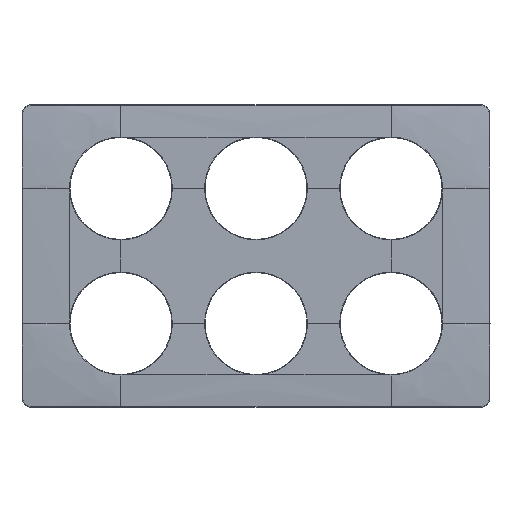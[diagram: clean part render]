
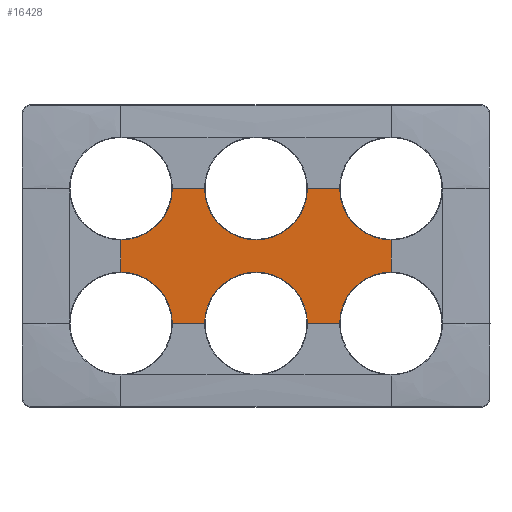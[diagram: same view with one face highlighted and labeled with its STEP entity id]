
A CAD part, top view. The second image highlights one B-rep face of the part: STEP entity #16428.
In plain terms, the highlighted planar face has unit normal (0, 0, -1).
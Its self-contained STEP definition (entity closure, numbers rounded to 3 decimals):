
#16276=AXIS2_PLACEMENT_3D('Plane Axis2P3D',#16273,#16274,#16275) ;
#16350=AXIS2_PLACEMENT_3D('Circle Axis2P3D',#16348,#16349,$) ;
#16366=AXIS2_PLACEMENT_3D('Circle Axis2P3D',#16364,#16365,$) ;
#16380=AXIS2_PLACEMENT_3D('Circle Axis2P3D',#16378,#16379,$) ;
#16385=AXIS2_PLACEMENT_3D('Circle Axis2P3D',#16383,#16384,$) ;
#16390=AXIS2_PLACEMENT_3D('Circle Axis2P3D',#16388,#16389,$) ;
#16404=AXIS2_PLACEMENT_3D('Circle Axis2P3D',#16402,#16403,$) ;
#16273=CARTESIAN_POINT('Axis2P3D Location',(142.,71.,8.7)) ;
#16282=CARTESIAN_POINT('Vertex',(98.046,0.,8.7)) ;
#16287=CARTESIAN_POINT('Line Origine',(106.5,0.,8.7)) ;
#16291=CARTESIAN_POINT('Vertex',(114.954,0.,8.7)) ;
#16319=CARTESIAN_POINT('Vertex',(43.954,0.,8.7)) ;
#16333=CARTESIAN_POINT('Vertex',(27.046,0.,8.7)) ;
#16336=CARTESIAN_POINT('Line Origine',(35.5,0.,8.7)) ;
#16348=CARTESIAN_POINT('Axis2P3D Location',(71.,71.,8.7)) ;
#16352=CARTESIAN_POINT('Vertex',(98.046,71.,8.7)) ;
#16354=CARTESIAN_POINT('Vertex',(43.954,71.,8.7)) ;
#16357=CARTESIAN_POINT('Line Origine',(106.5,71.,8.7)) ;
#16361=CARTESIAN_POINT('Vertex',(114.954,71.,8.7)) ;
#16364=CARTESIAN_POINT('Axis2P3D Location',(142.,71.,8.7)) ;
#16368=CARTESIAN_POINT('Vertex',(142.,43.954,8.7)) ;
#16371=CARTESIAN_POINT('Line Origine',(142.,35.5,8.7)) ;
#16375=CARTESIAN_POINT('Vertex',(142.,27.046,8.7)) ;
#16378=CARTESIAN_POINT('Axis2P3D Location',(142.,0.,8.7)) ;
#16383=CARTESIAN_POINT('Axis2P3D Location',(71.,0.,8.7)) ;
#16388=CARTESIAN_POINT('Axis2P3D Location',(0.,0.,8.7)) ;
#16392=CARTESIAN_POINT('Vertex',(0.,27.046,8.7)) ;
#16395=CARTESIAN_POINT('Line Origine',(0.,35.5,8.7)) ;
#16399=CARTESIAN_POINT('Vertex',(0.,43.954,8.7)) ;
#16402=CARTESIAN_POINT('Axis2P3D Location',(0.,71.,8.7)) ;
#16406=CARTESIAN_POINT('Vertex',(27.046,71.,8.7)) ;
#16409=CARTESIAN_POINT('Line Origine',(35.5,71.,8.7)) ;
#16274=DIRECTION('Axis2P3D Direction',(0.,-0.,1.)) ;
#16275=DIRECTION('Axis2P3D XDirection',(0.,1.,0.)) ;
#16288=DIRECTION('Vector Direction',(-1.,0.,0.)) ;
#16337=DIRECTION('Vector Direction',(-1.,0.,0.)) ;
#16349=DIRECTION('Axis2P3D Direction',(0.,-0.,1.)) ;
#16358=DIRECTION('Vector Direction',(-1.,0.,0.)) ;
#16365=DIRECTION('Axis2P3D Direction',(0.,-0.,1.)) ;
#16372=DIRECTION('Vector Direction',(0.,1.,0.)) ;
#16379=DIRECTION('Axis2P3D Direction',(0.,-0.,1.)) ;
#16384=DIRECTION('Axis2P3D Direction',(0.,-0.,1.)) ;
#16389=DIRECTION('Axis2P3D Direction',(0.,-0.,1.)) ;
#16396=DIRECTION('Vector Direction',(0.,1.,0.)) ;
#16403=DIRECTION('Axis2P3D Direction',(0.,-0.,1.)) ;
#16410=DIRECTION('Vector Direction',(-1.,0.,0.)) ;
#16289=VECTOR('Line Direction',#16288,1.) ;
#16338=VECTOR('Line Direction',#16337,1.) ;
#16359=VECTOR('Line Direction',#16358,1.) ;
#16373=VECTOR('Line Direction',#16372,1.) ;
#16397=VECTOR('Line Direction',#16396,1.) ;
#16411=VECTOR('Line Direction',#16410,1.) ;
#16415=ORIENTED_EDGE('',*,*,#16356,.F.) ;
#16416=ORIENTED_EDGE('',*,*,#16363,.F.) ;
#16417=ORIENTED_EDGE('',*,*,#16370,.F.) ;
#16418=ORIENTED_EDGE('',*,*,#16377,.F.) ;
#16419=ORIENTED_EDGE('',*,*,#16382,.F.) ;
#16420=ORIENTED_EDGE('',*,*,#16293,.T.) ;
#16421=ORIENTED_EDGE('',*,*,#16387,.F.) ;
#16422=ORIENTED_EDGE('',*,*,#16340,.T.) ;
#16423=ORIENTED_EDGE('',*,*,#16394,.F.) ;
#16424=ORIENTED_EDGE('',*,*,#16401,.T.) ;
#16425=ORIENTED_EDGE('',*,*,#16408,.F.) ;
#16426=ORIENTED_EDGE('',*,*,#16413,.F.) ;
#16428=ADVANCED_FACE('Extraction.151',(#16427),#16277,.F.) ;
#16351=CIRCLE('generated circle',#16350,27.046) ;
#16367=CIRCLE('generated circle',#16366,27.046) ;
#16381=CIRCLE('generated circle',#16380,27.046) ;
#16386=CIRCLE('generated circle',#16385,27.046) ;
#16391=CIRCLE('generated circle',#16390,27.046) ;
#16405=CIRCLE('generated circle',#16404,27.046) ;
#16293=EDGE_CURVE('',#16292,#16283,#16290,.T.) ;
#16340=EDGE_CURVE('',#16320,#16334,#16339,.T.) ;
#16356=EDGE_CURVE('',#16353,#16355,#16351,.F.) ;
#16363=EDGE_CURVE('',#16362,#16353,#16360,.T.) ;
#16370=EDGE_CURVE('',#16369,#16362,#16367,.F.) ;
#16377=EDGE_CURVE('',#16376,#16369,#16374,.T.) ;
#16382=EDGE_CURVE('',#16292,#16376,#16381,.F.) ;
#16387=EDGE_CURVE('',#16320,#16283,#16386,.F.) ;
#16394=EDGE_CURVE('',#16393,#16334,#16391,.F.) ;
#16401=EDGE_CURVE('',#16393,#16400,#16398,.T.) ;
#16408=EDGE_CURVE('',#16407,#16400,#16405,.F.) ;
#16413=EDGE_CURVE('',#16355,#16407,#16412,.T.) ;
#16414=EDGE_LOOP('',(#16415,#16416,#16417,#16418,#16419,#16420,#16421,#16422,#16423,#16424,#16425,#16426)) ;
#16427=FACE_OUTER_BOUND('',#16414,.T.) ;
#16290=LINE('Line',#16287,#16289) ;
#16339=LINE('Line',#16336,#16338) ;
#16360=LINE('Line',#16357,#16359) ;
#16374=LINE('Line',#16371,#16373) ;
#16398=LINE('Line',#16395,#16397) ;
#16412=LINE('Line',#16409,#16411) ;
#16277=PLANE('',#16276) ;
#16283=VERTEX_POINT('',#16282) ;
#16292=VERTEX_POINT('',#16291) ;
#16320=VERTEX_POINT('',#16319) ;
#16334=VERTEX_POINT('',#16333) ;
#16353=VERTEX_POINT('',#16352) ;
#16355=VERTEX_POINT('',#16354) ;
#16362=VERTEX_POINT('',#16361) ;
#16369=VERTEX_POINT('',#16368) ;
#16376=VERTEX_POINT('',#16375) ;
#16393=VERTEX_POINT('',#16392) ;
#16400=VERTEX_POINT('',#16399) ;
#16407=VERTEX_POINT('',#16406) ;
